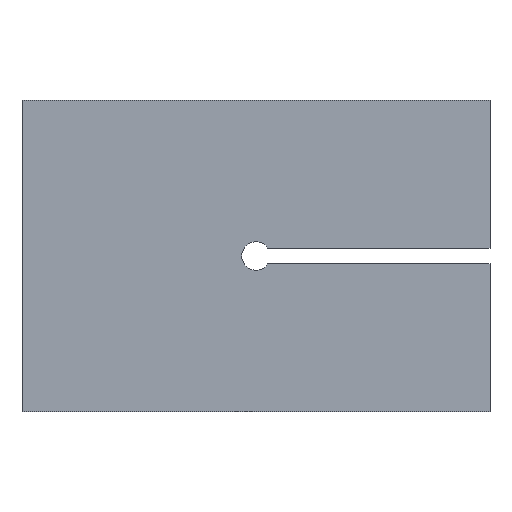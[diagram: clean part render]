
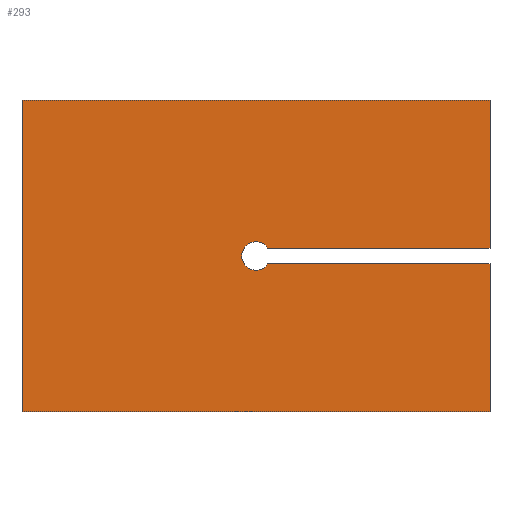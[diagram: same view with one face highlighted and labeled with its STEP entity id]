
A CAD part, front view. The second image highlights one B-rep face of the part: STEP entity #293.
In plain terms, the highlighted planar face has unit normal (0, -1, 0).
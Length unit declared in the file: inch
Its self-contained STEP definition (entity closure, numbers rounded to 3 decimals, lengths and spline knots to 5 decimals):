
#30=PLANE('',#338);
#44=FACE_OUTER_BOUND('',#65,.T.);
#65=EDGE_LOOP('',(#267,#268,#269,#270,#271,#272,#273,#274));
#74=LINE('',#482,#101);
#78=LINE('',#490,#105);
#81=LINE('',#496,#108);
#85=LINE('',#508,#112);
#88=LINE('',#514,#115);
#91=LINE('',#520,#118);
#94=LINE('',#525,#121);
#101=VECTOR('',#370,0.3937);
#105=VECTOR('',#376,0.3937);
#108=VECTOR('',#381,0.3937);
#112=VECTOR('',#393,0.3937);
#115=VECTOR('',#398,0.3937);
#118=VECTOR('',#403,0.3937);
#121=VECTOR('',#408,0.3937);
#130=CIRCLE('',#331,0.018);
#142=VERTEX_POINT('',#480);
#143=VERTEX_POINT('',#481);
#146=VERTEX_POINT('',#489);
#148=VERTEX_POINT('',#495);
#150=VERTEX_POINT('',#501);
#152=VERTEX_POINT('',#507);
#154=VERTEX_POINT('',#513);
#156=VERTEX_POINT('',#519);
#173=EDGE_CURVE('',#142,#143,#74,.T.);
#177=EDGE_CURVE('',#146,#142,#78,.T.);
#180=EDGE_CURVE('',#148,#146,#81,.T.);
#183=EDGE_CURVE('',#150,#148,#130,.T.);
#186=EDGE_CURVE('',#152,#150,#85,.T.);
#189=EDGE_CURVE('',#154,#152,#88,.T.);
#192=EDGE_CURVE('',#156,#154,#91,.T.);
#195=EDGE_CURVE('',#143,#156,#94,.T.);
#267=ORIENTED_EDGE('',*,*,#195,.F.);
#268=ORIENTED_EDGE('',*,*,#173,.F.);
#269=ORIENTED_EDGE('',*,*,#177,.F.);
#270=ORIENTED_EDGE('',*,*,#180,.F.);
#271=ORIENTED_EDGE('',*,*,#183,.F.);
#272=ORIENTED_EDGE('',*,*,#186,.F.);
#273=ORIENTED_EDGE('',*,*,#189,.F.);
#274=ORIENTED_EDGE('',*,*,#192,.F.);
#293=ADVANCED_FACE('',(#44),#30,.F.);
#331=AXIS2_PLACEMENT_3D('',#502,#386,#387);
#338=AXIS2_PLACEMENT_3D('',#528,#412,#413);
#370=DIRECTION('',(-1.,0.,0.));
#376=DIRECTION('',(0.,0.,-1.));
#381=DIRECTION('',(1.,0.,0.));
#386=DIRECTION('center_axis',(0.,-1.,0.));
#387=DIRECTION('ref_axis',(1.,0.,0.));
#393=DIRECTION('',(-1.,0.,0.));
#398=DIRECTION('',(0.,0.,-1.));
#403=DIRECTION('',(1.,0.,0.));
#408=DIRECTION('',(0.,0.,1.));
#412=DIRECTION('center_axis',(0.,1.,0.));
#413=DIRECTION('ref_axis',(0.,0.,1.));
#480=CARTESIAN_POINT('',(0.,0.,-0.3937));
#481=CARTESIAN_POINT('',(-0.59055,0.,-0.3937));
#482=CARTESIAN_POINT('',(0.,0.,-0.3937));
#489=CARTESIAN_POINT('',(0.,0.,-0.20685));
#490=CARTESIAN_POINT('',(0.,0.,0.));
#495=CARTESIAN_POINT('',(-0.28033,0.,-0.20685));
#496=CARTESIAN_POINT('',(-0.28033,0.,-0.20685));
#501=CARTESIAN_POINT('',(-0.28033,0.,-0.18685));
#502=CARTESIAN_POINT('Origin',(-0.2953,0.,-0.19685));
#507=CARTESIAN_POINT('',(0.,0.,-0.18685));
#508=CARTESIAN_POINT('',(0.,0.,-0.18685));
#513=CARTESIAN_POINT('',(0.,0.,0.));
#514=CARTESIAN_POINT('',(0.,0.,0.));
#519=CARTESIAN_POINT('',(-0.59055,0.,0.));
#520=CARTESIAN_POINT('',(-0.59055,0.,0.));
#525=CARTESIAN_POINT('',(-0.59055,0.,-0.3937));
#528=CARTESIAN_POINT('Origin',(-0.29528,0.,-0.19685));
